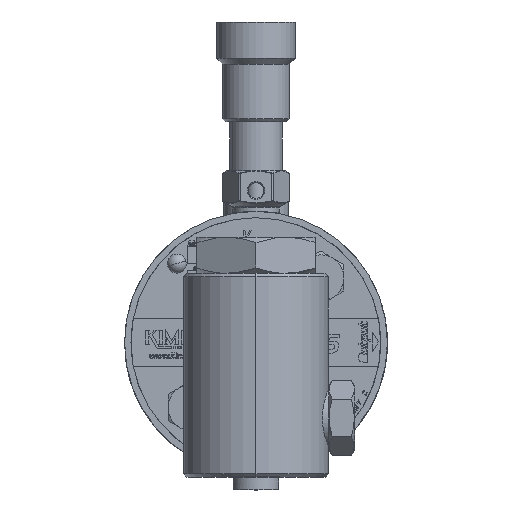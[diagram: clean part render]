
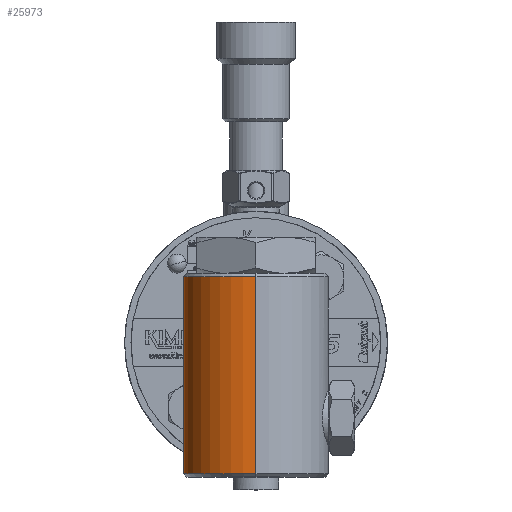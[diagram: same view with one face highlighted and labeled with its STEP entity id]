
A CAD part, top view. The second image highlights one B-rep face of the part: STEP entity #25973.
In plain terms, the highlighted cylindrical face has radius 17.462 mm (diameter 34.925 mm), a partial arc.
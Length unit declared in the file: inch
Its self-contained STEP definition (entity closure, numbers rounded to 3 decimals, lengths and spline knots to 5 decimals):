
#76 = CYLINDRICAL_SURFACE ( 'NONE', #22437, 0.6875 ) ;
#83 = CARTESIAN_POINT ( 'NONE',  ( -0.02441, 0.27563, 5.346 ) ) ;
#1913 = CARTESIAN_POINT ( 'NONE',  ( -0.27373, 0.00334, 5.40284 ) ) ;
#2232 = EDGE_CURVE ( 'NONE', #6442, #30229, #48453, .T. ) ;
#2457 = LINE ( 'NONE', #54032, #12386 ) ;
#3023 = CARTESIAN_POINT ( 'NONE',  ( -0.01506, -0.27563, 5.346 ) ) ;
#5364 = CIRCLE ( 'NONE', #46773, 0.6875 ) ;
#6026 = ORIENTED_EDGE ( 'NONE', *, *, #72972, .T. ) ;
#6048 = CARTESIAN_POINT ( 'NONE',  ( -0.08313, 0.26289, 5.35094 ) ) ;
#6060 = CARTESIAN_POINT ( 'NONE',  ( -0.15042, 0.23075, 5.36253 ) ) ;
#6375 = DIRECTION ( 'NONE',  ( 0., -1., 0. ) ) ;
#6442 = VERTEX_POINT ( 'NONE', #62186 ) ;
#7522 = CARTESIAN_POINT ( 'NONE',  ( -0.16277, 0.22208, 5.36544 ) ) ;
#8235 = CARTESIAN_POINT ( 'NONE',  ( -0.27349, -0.01184, 5.40274 ) ) ;
#8244 = ORIENTED_EDGE ( 'NONE', *, *, #2232, .T. ) ;
#8586 = CARTESIAN_POINT ( 'NONE',  ( -0.06021, -0.26931, 5.34848 ) ) ;
#8782 = CARTESIAN_POINT ( 'NONE',  ( 0., 0.656, 5.346 ) ) ;
#9008 = B_SPLINE_CURVE_WITH_KNOTS ( 'NONE', 3,
 ( #40870, #83, #51622, #6048, #67971, #68323, #40157, #63532 ),
 .UNSPECIFIED., .F., .F.,
 ( 4, 2, 2, 4 ),
 ( 0.02777, 0.02961, 0.03052, 0.03144 ),
 .UNSPECIFIED. ) ;
#12386 = VECTOR ( 'NONE', #47335, 39.37008 ) ;
#12540 = EDGE_CURVE ( 'NONE', #33760, #40512, #2457, .T. ) ;
#13109 = CARTESIAN_POINT ( 'NONE',  ( -0.26983, 0.04828, 5.40115 ) ) ;
#13480 = CARTESIAN_POINT ( 'NONE',  ( -0.24017, 0.13297, 5.38926 ) ) ;
#14562 = DIRECTION ( 'NONE',  ( 0., 0., -1. ) ) ;
#14580 = CARTESIAN_POINT ( 'NONE',  ( -0.07474, -0.26558, 5.34993 ) ) ;
#15481 = VERTEX_POINT ( 'NONE', #49972 ) ;
#17061 = CARTESIAN_POINT ( 'NONE',  ( 0., 0.656, 5.346 ) ) ;
#17566 = FACE_OUTER_BOUND ( 'NONE', #49877, .T. ) ;
#17681 = AXIS2_PLACEMENT_3D ( 'NONE', #27842, #60883, #44526 ) ;
#19371 = CARTESIAN_POINT ( 'NONE',  ( 0., 0.656, 6.0335 ) ) ;
#19743 = CARTESIAN_POINT ( 'NONE',  ( -0.18978, -0.19916, 5.37263 ) ) ;
#20116 = CARTESIAN_POINT ( 'NONE',  ( 0., 0.625, 6.721 ) ) ;
#20122 = CARTESIAN_POINT ( 'NONE',  ( -0.21014, -0.17722, 5.37881 ) ) ;
#20267 = VERTEX_POINT ( 'NONE', #55745 ) ;
#21237 = CIRCLE ( 'NONE', #17681, 0.6875 ) ;
#21960 = EDGE_CURVE ( 'NONE', #20267, #6442, #61057, .T. ) ;
#22437 = AXIS2_PLACEMENT_3D ( 'NONE', #19371, #47876, #14562 ) ;
#24586 = CARTESIAN_POINT ( 'NONE',  ( -0.24692, 0.11976, 5.39184 ) ) ;
#24942 = CARTESIAN_POINT ( 'NONE',  ( -0.24299, -0.12767, 5.39034 ) ) ;
#25303 = CARTESIAN_POINT ( 'NONE',  ( -0.27306, -0.0195, 5.40255 ) ) ;
#25662 = CARTESIAN_POINT ( 'NONE',  ( -0.25531, -0.10033, 5.39513 ) ) ;
#25973 = ADVANCED_FACE ( 'NONE', ( #17566 ), #76, .T. ) ;
#27132 = EDGE_CURVE ( 'NONE', #30229, #40512, #21237, .T. ) ;
#27343 = ORIENTED_EDGE ( 'NONE', *, *, #52137, .T. ) ;
#27842 = CARTESIAN_POINT ( 'NONE',  ( 0., -1.25, 6.0335 ) ) ;
#29188 = DIRECTION ( 'NONE',  ( 0., -1., 0. ) ) ;
#30109 = CARTESIAN_POINT ( 'NONE',  ( -0.18562, 0.20309, 5.37143 ) ) ;
#30229 = VERTEX_POINT ( 'NONE', #66936 ) ;
#30821 = CARTESIAN_POINT ( 'NONE',  ( -0.26265, 0.07771, 5.39815 ) ) ;
#31180 = CARTESIAN_POINT ( 'NONE',  ( 0., -0.27563, 5.346 ) ) ;
#32499 = DIRECTION ( 'NONE',  ( 0., -1., 0. ) ) ;
#33760 = VERTEX_POINT ( 'NONE', #20116 ) ;
#34470 = ORIENTED_EDGE ( 'NONE', *, *, #27132, .T. ) ;
#35662 = CARTESIAN_POINT ( 'NONE',  ( -0.14312, -0.23542, 5.36093 ) ) ;
#36364 = CARTESIAN_POINT ( 'NONE',  ( -0.27204, 0.03342, 5.40211 ) ) ;
#36735 = CARTESIAN_POINT ( 'NONE',  ( -0.27353, 0.01089, 5.40276 ) ) ;
#37101 = CARTESIAN_POINT ( 'NONE',  ( -0.2358, -0.14067, 5.38764 ) ) ;
#40113 = ORIENTED_EDGE ( 'NONE', *, *, #52711, .T. ) ;
#40157 = CARTESIAN_POINT ( 'NONE',  ( -0.12731, 0.24429, 5.35781 ) ) ;
#40512 = VERTEX_POINT ( 'NONE', #62807 ) ;
#40870 = CARTESIAN_POINT ( 'NONE',  ( 0., 0.27563, 5.346 ) ) ;
#41247 = CARTESIAN_POINT ( 'NONE',  ( -0.22453, 0.15828, 5.38365 ) ) ;
#42691 = CARTESIAN_POINT ( 'NONE',  ( 0., 0.27563, 5.346 ) ) ;
#42710 = CARTESIAN_POINT ( 'NONE',  ( -0.15553, -0.22728, 5.36372 ) ) ;
#44069 = LINE ( 'NONE', #17061, #55829 ) ;
#44336 = VERTEX_POINT ( 'NONE', #42691 ) ;
#44526 = DIRECTION ( 'NONE',  ( 0., 0., 1. ) ) ;
#45709 = CARTESIAN_POINT ( 'NONE',  ( -0.13757, 0.23828, 5.3599 ) ) ;
#46773 = AXIS2_PLACEMENT_3D ( 'NONE', #56101, #6375, #56458 ) ;
#47335 = DIRECTION ( 'NONE',  ( 0., -1., 0. ) ) ;
#47876 = DIRECTION ( 'NONE',  ( 0., -1., 0. ) ) ;
#48252 = CARTESIAN_POINT ( 'NONE',  ( -0.25546, 0.09909, 5.39522 ) ) ;
#48453 = LINE ( 'NONE', #8782, #55300 ) ;
#48638 = CARTESIAN_POINT ( 'NONE',  ( -0.2156, 0.17042, 5.3806 ) ) ;
#49877 = EDGE_LOOP ( 'NONE', ( #72435, #6026, #40113, #27343, #55061, #8244, #34470 ) ) ;
#49972 = CARTESIAN_POINT ( 'NONE',  ( 0., 0.625, 5.346 ) ) ;
#51622 = CARTESIAN_POINT ( 'NONE',  ( -0.04823, 0.2724, 5.3473 ) ) ;
#52137 = EDGE_CURVE ( 'NONE', #44336, #20267, #9008, .T. ) ;
#52711 = EDGE_CURVE ( 'NONE', #15481, #44336, #44069, .T. ) ;
#52749 = CARTESIAN_POINT ( 'NONE',  ( -0.26469, 0.07036, 5.39899 ) ) ;
#53107 = CARTESIAN_POINT ( 'NONE',  ( -0.19617, 0.19276, 5.3745 ) ) ;
#53482 = CARTESIAN_POINT ( 'NONE',  ( -0.17886, -0.20915, 5.36957 ) ) ;
#54032 = CARTESIAN_POINT ( 'NONE',  ( 0., 0.656, 6.721 ) ) ;
#55061 = ORIENTED_EDGE ( 'NONE', *, *, #21960, .T. ) ;
#55300 = VECTOR ( 'NONE', #32499, 39.37008 ) ;
#55745 = CARTESIAN_POINT ( 'NONE',  ( -0.13757, 0.23828, 5.3599 ) ) ;
#55829 = VECTOR ( 'NONE', #29188, 39.37008 ) ;
#56101 = CARTESIAN_POINT ( 'NONE',  ( 0., 0.625, 6.0335 ) ) ;
#56458 = DIRECTION ( 'NONE',  ( 0., 0., 1. ) ) ;
#59393 = CARTESIAN_POINT ( 'NONE',  ( -0.26815, -0.05699, 5.40044 ) ) ;
#60883 = DIRECTION ( 'NONE',  ( 0., 1., 0. ) ) ;
#61057 = B_SPLINE_CURVE_WITH_KNOTS ( 'NONE', 3,
 ( #45709, #6060, #7522, #30109, #53107, #48638, #41247, #13480, #24586, #48252, #70879, #30821, #52749, #13109, #36364, #36735, #1913, #8235, #25303, #70526, #59393, #63908, #25662, #24942, #37101, #71236, #20122, #19743, #53482, #42710, #35662, #65360, #64630, #14580, #8586, #70149, #3023, #31180 ),
 .UNSPECIFIED., .F., .F.,
 ( 4, 2, 2, 2, 2, 2, 2, 2, 2, 2, 2, 2, 2, 2, 2, 2, 2, 2, 4 ),
 ( 0.03144, 0.03259, 0.03374, 0.03488, 0.03603, 0.03661, 0.03718, 0.03833, 0.0389, 0.03947, 0.04062, 0.04177, 0.04292, 0.04407, 0.04521, 0.04636, 0.04751, 0.04866, 0.0498 ),
 .UNSPECIFIED. ) ;
#62186 = CARTESIAN_POINT ( 'NONE',  ( 0., -0.27563, 5.346 ) ) ;
#62807 = CARTESIAN_POINT ( 'NONE',  ( 0., -1.25, 6.721 ) ) ;
#63532 = CARTESIAN_POINT ( 'NONE',  ( -0.13757, 0.23828, 5.3599 ) ) ;
#63908 = CARTESIAN_POINT ( 'NONE',  ( -0.26041, -0.086, 5.39722 ) ) ;
#64630 = CARTESIAN_POINT ( 'NONE',  ( -0.10296, -0.25582, 5.3536 ) ) ;
#65360 = CARTESIAN_POINT ( 'NONE',  ( -0.1167, -0.24978, 5.35584 ) ) ;
#66936 = CARTESIAN_POINT ( 'NONE',  ( 0., -1.25, 5.346 ) ) ;
#67971 = CARTESIAN_POINT ( 'NONE',  ( -0.09463, 0.25891, 5.35245 ) ) ;
#68323 = CARTESIAN_POINT ( 'NONE',  ( -0.11668, 0.24962, 5.35588 ) ) ;
#70149 = CARTESIAN_POINT ( 'NONE',  ( -0.03025, -0.27436, 5.3465 ) ) ;
#70526 = CARTESIAN_POINT ( 'NONE',  ( -0.27084, -0.04218, 5.40159 ) ) ;
#70879 = CARTESIAN_POINT ( 'NONE',  ( -0.25804, 0.09206, 5.39626 ) ) ;
#71236 = CARTESIAN_POINT ( 'NONE',  ( -0.2194, -0.16542, 5.38189 ) ) ;
#72435 = ORIENTED_EDGE ( 'NONE', *, *, #12540, .F. ) ;
#72972 = EDGE_CURVE ( 'NONE', #33760, #15481, #5364, .T. ) ;
